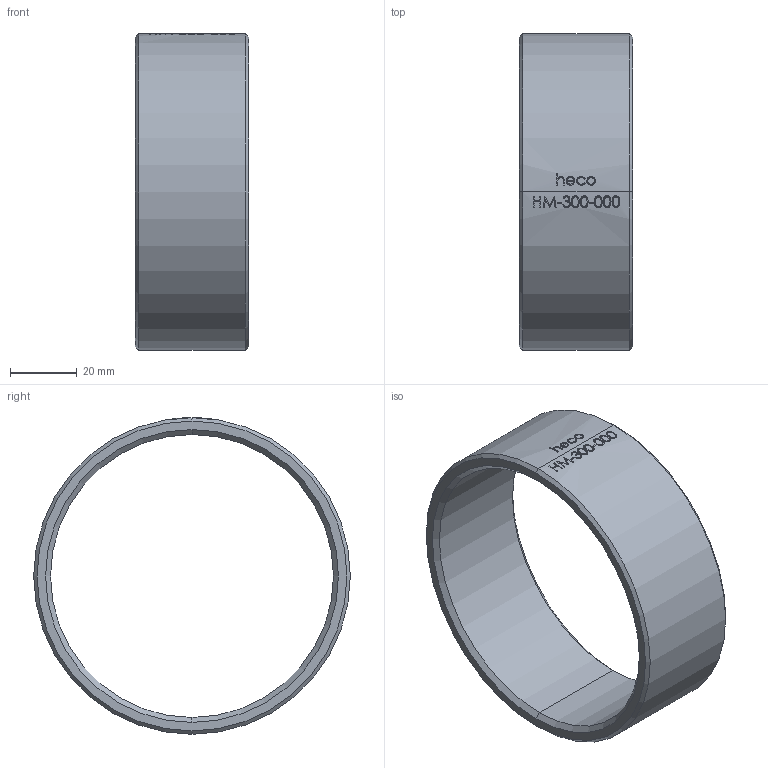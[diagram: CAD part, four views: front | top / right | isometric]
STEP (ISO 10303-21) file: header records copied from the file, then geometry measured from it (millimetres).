
FILE_DESCRIPTION (( 'STEP AP214' ), '1' );
FILE_NAME ('HM-300-000-x halbe Muffe heco.STEP', '2018-05-16T12:27:03', ( '' ), ( '' ), 'SwSTEP 2.0', 'SolidWorks 2016', '' );
FILE_SCHEMA (( 'AUTOMOTIVE_DESIGN' ));
Length unit declared in the file: millimetre
Products named in the file (1): HM-300-000-x halbe Muffe heco
Bounding box: 34 x 95 x 95 mm (x, y, z)
Volume: 47509.7 mm3; surface area: 21264.5 mm2
Topology: 1 solids, 1 shells, 178 faces, 457 edges, 302 vertices
Faces by surface type: bspline 105, plane 40, cylinder 25, cone 8
Entity records: 23965 total; most frequent: CARTESIAN_POINT 18782, ORIENTED_EDGE 914, EDGE_CURVE 457, B_SPLINE_CURVE_WITH_KNOTS 327, DIRECTION 326, VERTEX_POINT 302, EDGE_LOOP 201, ADVANCED_FACE 178
